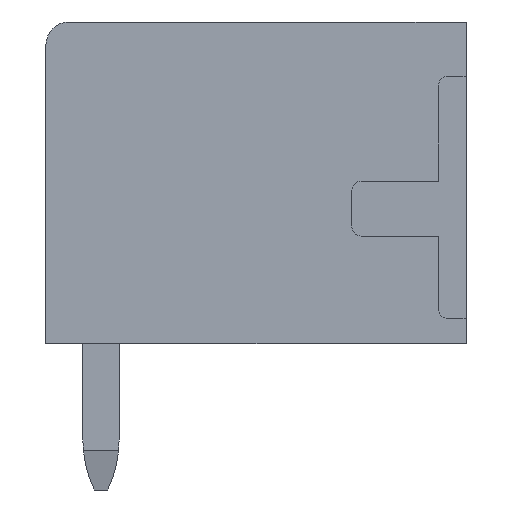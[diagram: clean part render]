
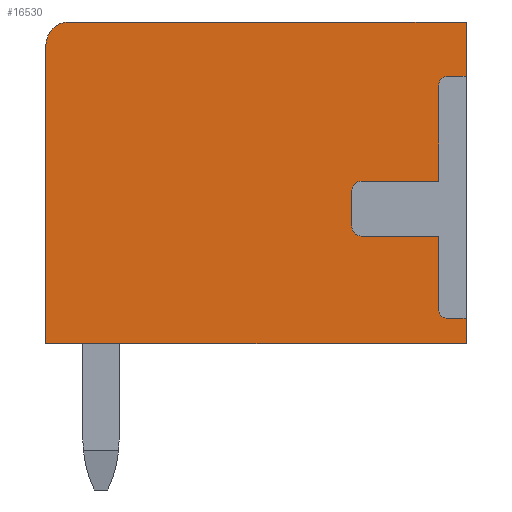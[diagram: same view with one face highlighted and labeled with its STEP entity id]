
A CAD part, left-side view. The second image highlights one B-rep face of the part: STEP entity #16530.
In plain terms, the highlighted planar face has unit normal (-1, 0, 0).
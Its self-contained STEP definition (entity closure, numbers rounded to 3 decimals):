
#15345=AXIS2_PLACEMENT_3D('Circle Axis2P3D',#15343,#15344,$) ;
#15527=AXIS2_PLACEMENT_3D('Circle Axis2P3D',#15525,#15526,$) ;
#15575=AXIS2_PLACEMENT_3D('Circle Axis2P3D',#15573,#15574,$) ;
#15642=AXIS2_PLACEMENT_3D('Circle Axis2P3D',#15640,#15641,$) ;
#16504=AXIS2_PLACEMENT_3D('Plane Axis2P3D',#16501,#16502,#16503) ;
#16508=AXIS2_PLACEMENT_3D('Circle Axis2P3D',#16506,#16507,$) ;
#388=CARTESIAN_POINT('Vertex',(0.3,0.,3.2)) ;
#391=CARTESIAN_POINT('Line Origine',(0.3,4.6,3.2)) ;
#395=CARTESIAN_POINT('Vertex',(0.3,9.2,3.2)) ;
#5069=CARTESIAN_POINT('Line Origine',(0.3,9.2,6.475)) ;
#5073=CARTESIAN_POINT('Vertex',(0.3,9.2,9.75)) ;
#6410=CARTESIAN_POINT('Vertex',(0.3,0.,3.76)) ;
#6415=CARTESIAN_POINT('Line Origine',(0.3,0.,3.48)) ;
#6459=CARTESIAN_POINT('Vertex',(0.3,0.,10.25)) ;
#6462=CARTESIAN_POINT('Line Origine',(0.3,0.,9.655)) ;
#6466=CARTESIAN_POINT('Vertex',(0.3,0.,9.06)) ;
#15338=CARTESIAN_POINT('Vertex',(0.3,0.4,9.06)) ;
#15343=CARTESIAN_POINT('Axis2P3D Location',(0.3,0.4,8.86)) ;
#15347=CARTESIAN_POINT('Vertex',(0.3,0.6,8.86)) ;
#15374=CARTESIAN_POINT('Line Origine',(0.3,0.2,9.06)) ;
#15396=CARTESIAN_POINT('Line Origine',(0.3,0.6,7.81)) ;
#15400=CARTESIAN_POINT('Vertex',(0.3,0.6,6.76)) ;
#15501=CARTESIAN_POINT('Line Origine',(0.3,1.45,6.76)) ;
#15505=CARTESIAN_POINT('Vertex',(0.3,2.3,6.76)) ;
#15525=CARTESIAN_POINT('Axis2P3D Location',(0.3,2.3,6.56)) ;
#15529=CARTESIAN_POINT('Vertex',(0.3,2.5,6.56)) ;
#15549=CARTESIAN_POINT('Line Origine',(0.3,2.5,6.16)) ;
#15553=CARTESIAN_POINT('Vertex',(0.3,2.5,5.76)) ;
#15573=CARTESIAN_POINT('Axis2P3D Location',(0.3,2.3,5.76)) ;
#15577=CARTESIAN_POINT('Vertex',(0.3,2.3,5.56)) ;
#15597=CARTESIAN_POINT('Line Origine',(0.3,1.45,5.56)) ;
#15601=CARTESIAN_POINT('Vertex',(0.3,0.6,5.56)) ;
#15616=CARTESIAN_POINT('Line Origine',(0.3,0.6,4.76)) ;
#15620=CARTESIAN_POINT('Vertex',(0.3,0.6,3.96)) ;
#15640=CARTESIAN_POINT('Axis2P3D Location',(0.3,0.4,3.96)) ;
#15644=CARTESIAN_POINT('Vertex',(0.3,0.4,3.76)) ;
#15664=CARTESIAN_POINT('Line Origine',(0.3,0.2,3.76)) ;
#16486=CARTESIAN_POINT('Vertex',(0.3,8.7,10.25)) ;
#16489=CARTESIAN_POINT('Line Origine',(0.3,4.35,10.25)) ;
#16501=CARTESIAN_POINT('Axis2P3D Location',(0.3,0.,0.)) ;
#16506=CARTESIAN_POINT('Axis2P3D Location',(0.3,8.7,9.75)) ;
#392=DIRECTION('Vector Direction',(0.,1.,0.)) ;
#5070=DIRECTION('Vector Direction',(0.,0.,1.)) ;
#6416=DIRECTION('Vector Direction',(0.,0.,-1.)) ;
#6463=DIRECTION('Vector Direction',(0.,0.,-1.)) ;
#15344=DIRECTION('Axis2P3D Direction',(-1.,0.,0.)) ;
#15375=DIRECTION('Vector Direction',(0.,-1.,0.)) ;
#15397=DIRECTION('Vector Direction',(0.,0.,1.)) ;
#15502=DIRECTION('Vector Direction',(0.,-1.,0.)) ;
#15526=DIRECTION('Axis2P3D Direction',(-1.,0.,0.)) ;
#15550=DIRECTION('Vector Direction',(0.,0.,1.)) ;
#15574=DIRECTION('Axis2P3D Direction',(-1.,0.,0.)) ;
#15598=DIRECTION('Vector Direction',(0.,1.,0.)) ;
#15617=DIRECTION('Vector Direction',(0.,0.,1.)) ;
#15641=DIRECTION('Axis2P3D Direction',(-1.,0.,0.)) ;
#15665=DIRECTION('Vector Direction',(0.,1.,0.)) ;
#16490=DIRECTION('Vector Direction',(0.,-1.,0.)) ;
#16502=DIRECTION('Axis2P3D Direction',(-1.,0.,0.)) ;
#16503=DIRECTION('Axis2P3D XDirection',(0.,-1.,0.)) ;
#16507=DIRECTION('Axis2P3D Direction',(-1.,0.,0.)) ;
#393=VECTOR('Line Direction',#392,1.) ;
#5071=VECTOR('Line Direction',#5070,1.) ;
#6417=VECTOR('Line Direction',#6416,1.) ;
#6464=VECTOR('Line Direction',#6463,1.) ;
#15376=VECTOR('Line Direction',#15375,1.) ;
#15398=VECTOR('Line Direction',#15397,1.) ;
#15503=VECTOR('Line Direction',#15502,1.) ;
#15551=VECTOR('Line Direction',#15550,1.) ;
#15599=VECTOR('Line Direction',#15598,1.) ;
#15618=VECTOR('Line Direction',#15617,1.) ;
#15666=VECTOR('Line Direction',#15665,1.) ;
#16491=VECTOR('Line Direction',#16490,1.) ;
#16512=ORIENTED_EDGE('',*,*,#6468,.T.) ;
#16513=ORIENTED_EDGE('',*,*,#16493,.T.) ;
#16514=ORIENTED_EDGE('',*,*,#16510,.T.) ;
#16515=ORIENTED_EDGE('',*,*,#5075,.T.) ;
#16516=ORIENTED_EDGE('',*,*,#397,.T.) ;
#16517=ORIENTED_EDGE('',*,*,#6419,.T.) ;
#16518=ORIENTED_EDGE('',*,*,#15668,.F.) ;
#16519=ORIENTED_EDGE('',*,*,#15646,.F.) ;
#16520=ORIENTED_EDGE('',*,*,#15622,.F.) ;
#16521=ORIENTED_EDGE('',*,*,#15603,.F.) ;
#16522=ORIENTED_EDGE('',*,*,#15579,.F.) ;
#16523=ORIENTED_EDGE('',*,*,#15555,.F.) ;
#16524=ORIENTED_EDGE('',*,*,#15531,.F.) ;
#16525=ORIENTED_EDGE('',*,*,#15507,.F.) ;
#16526=ORIENTED_EDGE('',*,*,#15402,.F.) ;
#16527=ORIENTED_EDGE('',*,*,#15349,.F.) ;
#16528=ORIENTED_EDGE('',*,*,#15378,.F.) ;
#16530=ADVANCED_FACE('HOUSING',(#16529),#16505,.T.) ;
#15346=CIRCLE('generated circle',#15345,0.2) ;
#15528=CIRCLE('generated circle',#15527,0.2) ;
#15576=CIRCLE('generated circle',#15575,0.2) ;
#15643=CIRCLE('generated circle',#15642,0.2) ;
#16509=CIRCLE('generated circle',#16508,0.5) ;
#397=EDGE_CURVE('',#396,#389,#394,.F.) ;
#5075=EDGE_CURVE('',#5074,#396,#5072,.F.) ;
#6419=EDGE_CURVE('',#389,#6411,#6418,.F.) ;
#6468=EDGE_CURVE('',#6467,#6460,#6465,.F.) ;
#15349=EDGE_CURVE('',#15339,#15348,#15346,.T.) ;
#15378=EDGE_CURVE('',#6467,#15339,#15377,.F.) ;
#15402=EDGE_CURVE('',#15348,#15401,#15399,.F.) ;
#15507=EDGE_CURVE('',#15401,#15506,#15504,.F.) ;
#15531=EDGE_CURVE('',#15506,#15530,#15528,.T.) ;
#15555=EDGE_CURVE('',#15530,#15554,#15552,.F.) ;
#15579=EDGE_CURVE('',#15554,#15578,#15576,.T.) ;
#15603=EDGE_CURVE('',#15578,#15602,#15600,.F.) ;
#15622=EDGE_CURVE('',#15602,#15621,#15619,.F.) ;
#15646=EDGE_CURVE('',#15621,#15645,#15643,.T.) ;
#15668=EDGE_CURVE('',#15645,#6411,#15667,.F.) ;
#16493=EDGE_CURVE('',#6460,#16487,#16492,.F.) ;
#16510=EDGE_CURVE('',#16487,#5074,#16509,.T.) ;
#16511=EDGE_LOOP('',(#16512,#16513,#16514,#16515,#16516,#16517,#16518,#16519,#16520,#16521,#16522,#16523,#16524,#16525,#16526,#16527,#16528)) ;
#16529=FACE_OUTER_BOUND('',#16511,.T.) ;
#394=LINE('Line',#391,#393) ;
#5072=LINE('Line',#5069,#5071) ;
#6418=LINE('Line',#6415,#6417) ;
#6465=LINE('Line',#6462,#6464) ;
#15377=LINE('Line',#15374,#15376) ;
#15399=LINE('Line',#15396,#15398) ;
#15504=LINE('Line',#15501,#15503) ;
#15552=LINE('Line',#15549,#15551) ;
#15600=LINE('Line',#15597,#15599) ;
#15619=LINE('Line',#15616,#15618) ;
#15667=LINE('Line',#15664,#15666) ;
#16492=LINE('Line',#16489,#16491) ;
#16505=PLANE('',#16504) ;
#389=VERTEX_POINT('',#388) ;
#396=VERTEX_POINT('',#395) ;
#5074=VERTEX_POINT('',#5073) ;
#6411=VERTEX_POINT('',#6410) ;
#6460=VERTEX_POINT('',#6459) ;
#6467=VERTEX_POINT('',#6466) ;
#15339=VERTEX_POINT('',#15338) ;
#15348=VERTEX_POINT('',#15347) ;
#15401=VERTEX_POINT('',#15400) ;
#15506=VERTEX_POINT('',#15505) ;
#15530=VERTEX_POINT('',#15529) ;
#15554=VERTEX_POINT('',#15553) ;
#15578=VERTEX_POINT('',#15577) ;
#15602=VERTEX_POINT('',#15601) ;
#15621=VERTEX_POINT('',#15620) ;
#15645=VERTEX_POINT('',#15644) ;
#16487=VERTEX_POINT('',#16486) ;
